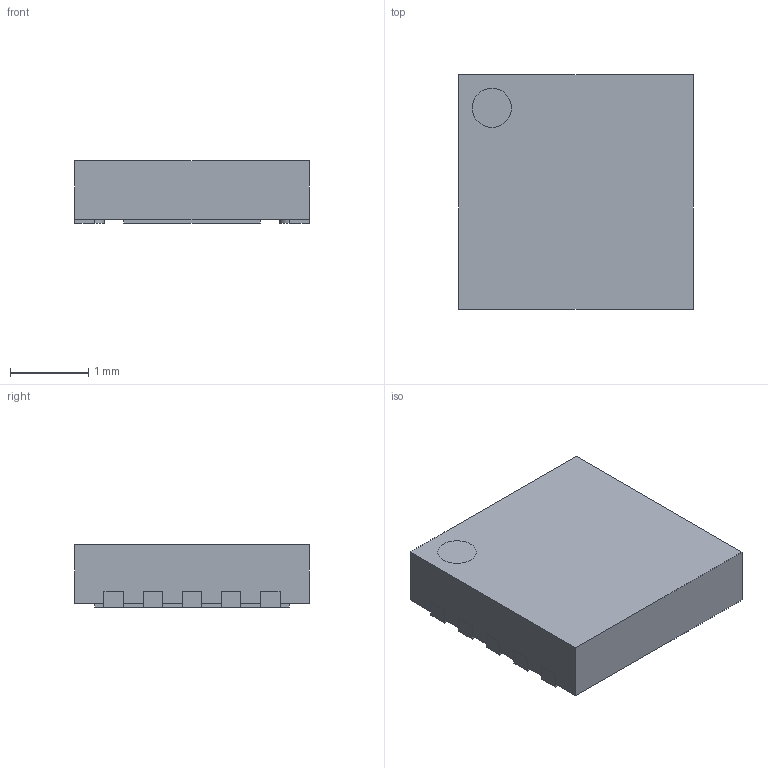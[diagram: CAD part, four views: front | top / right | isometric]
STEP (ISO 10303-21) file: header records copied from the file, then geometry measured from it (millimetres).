
FILE_DESCRIPTION((''),'2;1');
FILE_NAME('SON50P300X300X80-11N-R175X248.stp','2011-05-11T16:59:28',(''),(''),'Mechanical Desktop 2011','Mechanical Desktop 2011',', , ');
FILE_SCHEMA(('AUTOMOTIVE_DESIGN { 1 2 10303 214 1 1 1 1 }'));
Length unit declared in the file: millimetre
Products named in the file (1): Product
Bounding box: 3 x 3 x 0.8 mm (x, y, z)
Volume: 7 mm3; surface area: 41.9 mm2
Topology: 13 solids, 13 shells, 119 faces, 276 edges, 184 vertices
Faces by surface type: plane 55, bspline 50, cylinder 14
Entity records: 3535 total; most frequent: CARTESIAN_POINT 870, ORIENTED_EDGE 552, DIRECTION 464, EDGE_CURVE 276, VECTOR 228, LINE 228, VERTEX_POINT 184, EDGE_LOOP 120
